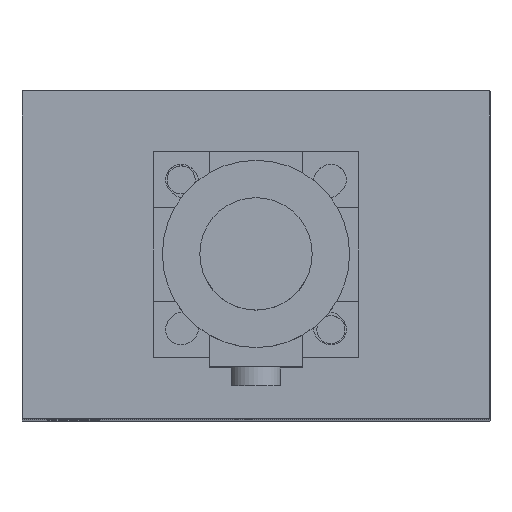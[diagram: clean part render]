
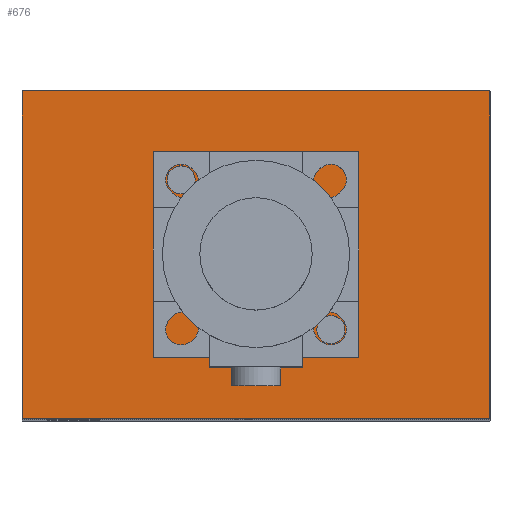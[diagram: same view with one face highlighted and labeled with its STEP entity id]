
A CAD part, top view. The second image highlights one B-rep face of the part: STEP entity #676.
In plain terms, the highlighted planar face has unit normal (0, 0, 1).
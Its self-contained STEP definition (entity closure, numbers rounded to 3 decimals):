
#306=CARTESIAN_POINT('',(9.5,-8.0,83.0));
#307=VERTEX_POINT('',#306);
#308=CARTESIAN_POINT('',(8.,-8.0,83.0));
#309=DIRECTION('',(0.0,0.0,-1.0));
#310=DIRECTION('',(1.0,0.0,0.0));
#311=AXIS2_PLACEMENT_3D('',#308,#309,#310);
#312=CIRCLE('',#311,1.5);
#313=EDGE_CURVE('',#307,#307,#312,.T.);
#364=CARTESIAN_POINT('',(-6.5,8.0,83.0));
#365=VERTEX_POINT('',#364);
#366=CARTESIAN_POINT('',(-8.0,8.0,83.0));
#367=DIRECTION('',(0.0,0.0,-1.0));
#368=DIRECTION('',(1.0,0.0,0.0));
#369=AXIS2_PLACEMENT_3D('',#366,#367,#368);
#370=CIRCLE('',#369,1.5);
#371=EDGE_CURVE('',#365,#365,#370,.T.);
#540=CARTESIAN_POINT('',(24.999,17.499,83.0));
#541=VERTEX_POINT('',#540);
#542=CARTESIAN_POINT('',(24.999,-17.499,83.0));
#543=VERTEX_POINT('',#542);
#544=CARTESIAN_POINT('',(24.999,17.499,83.0));
#545=DIRECTION('',(0.0,-1.0,0.0));
#546=VECTOR('',#545,34.998);
#547=LINE('',#544,#546);
#548=EDGE_CURVE('',#541,#543,#547,.T.);
#580=CARTESIAN_POINT('',(-24.999,-17.499,83.0));
#581=VERTEX_POINT('',#580);
#582=CARTESIAN_POINT('',(24.999,-17.499,83.0));
#583=DIRECTION('',(-1.0,0.0,0.0));
#584=VECTOR('',#583,49.998);
#585=LINE('',#582,#584);
#586=EDGE_CURVE('',#543,#581,#585,.T.);
#611=CARTESIAN_POINT('',(-24.999,17.499,83.0));
#612=VERTEX_POINT('',#611);
#613=CARTESIAN_POINT('',(-24.999,-17.499,83.0));
#614=DIRECTION('',(0.0,1.0,0.0));
#615=VECTOR('',#614,34.998);
#616=LINE('',#613,#615);
#617=EDGE_CURVE('',#581,#612,#616,.T.);
#642=CARTESIAN_POINT('',(-24.999,17.499,83.0));
#643=DIRECTION('',(1.0,0.0,0.0));
#644=VECTOR('',#643,49.998);
#645=LINE('',#642,#644);
#646=EDGE_CURVE('',#612,#541,#645,.T.);
#659=CARTESIAN_POINT('',(0.,0.0,83.0));
#660=DIRECTION('',(0.0,0.0,1.0));
#661=DIRECTION('',(1.0,0.0,0.0));
#662=AXIS2_PLACEMENT_3D('',#659,#660,#661);
#663=PLANE('',#662);
#664=ORIENTED_EDGE('',*,*,#548,.F.);
#665=ORIENTED_EDGE('',*,*,#646,.F.);
#666=ORIENTED_EDGE('',*,*,#617,.F.);
#667=ORIENTED_EDGE('',*,*,#586,.F.);
#668=EDGE_LOOP('',(#664,#665,#666,#667));
#669=FACE_OUTER_BOUND('',#668,.T.);
#670=ORIENTED_EDGE('',*,*,#313,.T.);
#671=EDGE_LOOP('',(#670));
#672=FACE_BOUND('',#671,.T.);
#673=ORIENTED_EDGE('',*,*,#371,.T.);
#674=EDGE_LOOP('',(#673));
#675=FACE_BOUND('',#674,.T.);
#676=ADVANCED_FACE('',(#669,#672,#675),#663,.T.);
